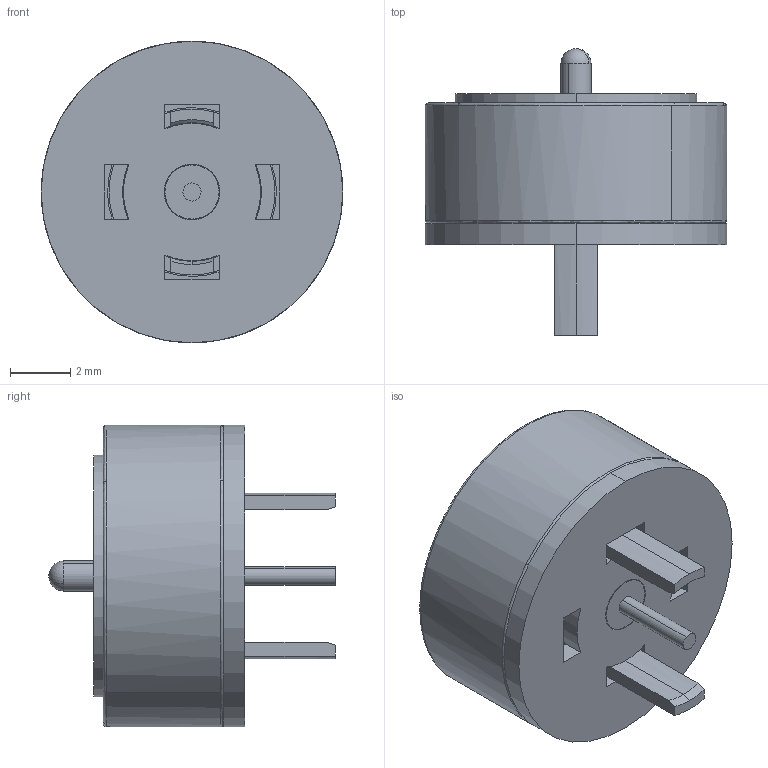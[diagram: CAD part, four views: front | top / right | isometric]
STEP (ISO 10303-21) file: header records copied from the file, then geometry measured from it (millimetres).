
FILE_DESCRIPTION (( 'STEP AP214' ), '1' );
FILE_NAME ('303D-D100M02_C_1.STEP', '2022-03-25T03:44:19', ( '' ), ( '' ), 'SwSTEP 2.0', 'SolidWorks 2012', '' );
FILE_SCHEMA (( 'AUTOMOTIVE_DESIGN' ));
Length unit declared in the file: millimetre
Products named in the file (1): 303D-D100M02_C_1
Bounding box: 10 x 9.5 x 10 mm (x, y, z)
Volume: 378.7 mm3; surface area: 831 mm2
Topology: 4 solids, 4 shells, 78 faces, 212 edges, 137 vertices
Faces by surface type: plane 32, cylinder 28, bspline 8, cone 6, sphere 2, torus 2
Entity records: 3643 total; most frequent: CARTESIAN_POINT 742, DIRECTION 422, ORIENTED_EDGE 412, EDGE_CURVE 206, AXIS2_PLACEMENT_3D 165, VERTEX_POINT 137, CIRCLE 94, EDGE_LOOP 93
